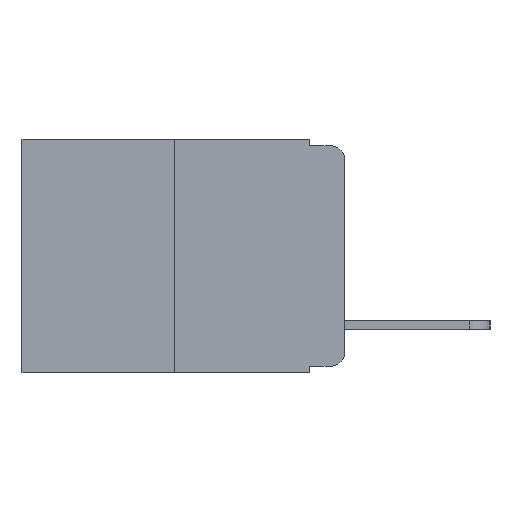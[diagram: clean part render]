
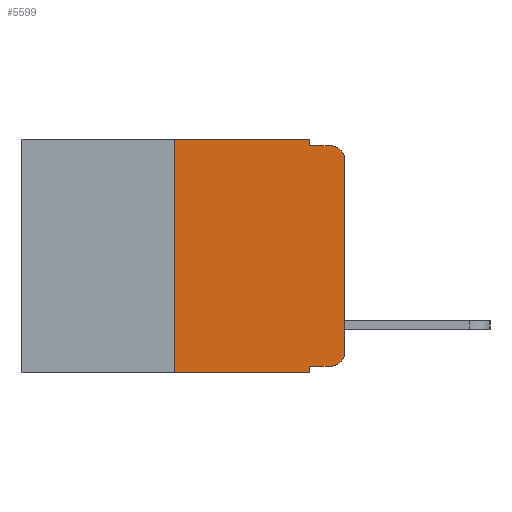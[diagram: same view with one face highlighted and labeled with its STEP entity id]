
A CAD part, left-side view. The second image highlights one B-rep face of the part: STEP entity #5599.
In plain terms, the highlighted planar face has unit normal (-1, 0, 0).
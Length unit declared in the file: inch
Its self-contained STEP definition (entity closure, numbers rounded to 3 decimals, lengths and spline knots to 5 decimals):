
#707 = AXIS2_PLACEMENT_3D ( 'NONE', #1438, #10078, #8391 ) ;
#811 = VECTOR ( 'NONE', #5108, 39.37008 ) ;
#1076 = CARTESIAN_POINT ( 'NONE',  ( 0., 0.02, -0.333 ) ) ;
#1202 = VECTOR ( 'NONE', #11594, 39.37008 ) ;
#1241 = CARTESIAN_POINT ( 'NONE',  ( 0., 0.02, -0.01 ) ) ;
#1438 = CARTESIAN_POINT ( 'NONE',  ( 0., 0.473, 0. ) ) ;
#1606 = LINE ( 'NONE', #11688, #12125 ) ;
#1755 = FACE_OUTER_BOUND ( 'NONE', #3069, .T. ) ;
#1980 = ORIENTED_EDGE ( 'NONE', *, *, #12972, .F. ) ;
#2333 = ORIENTED_EDGE ( 'NONE', *, *, #12781, .T. ) ;
#2345 = CIRCLE ( 'NONE', #3892, 0.02 ) ;
#2672 = VERTEX_POINT ( 'NONE', #6375 ) ;
#3069 = EDGE_LOOP ( 'NONE', ( #9977, #12403, #1980, #7836, #10316, #12665, #2333, #8136, #10635, #10928 ) ) ;
#3238 = VERTEX_POINT ( 'NONE', #6915 ) ;
#3450 = AXIS2_PLACEMENT_3D ( 'NONE', #11392, #11391, #11370 ) ;
#3548 = LINE ( 'NONE', #4044, #811 ) ;
#3887 = VERTEX_POINT ( 'NONE', #7592 ) ;
#3892 = AXIS2_PLACEMENT_3D ( 'NONE', #12130, #12114, #12107 ) ;
#4044 = CARTESIAN_POINT ( 'NONE',  ( 0., 0.473, -0.343 ) ) ;
#4317 = CIRCLE ( 'NONE', #3450, 0.02 ) ;
#4710 = LINE ( 'NONE', #11784, #9985 ) ;
#4879 = DIRECTION ( 'NONE',  ( 0., -1., 0. ) ) ;
#4918 = CARTESIAN_POINT ( 'NONE',  ( 0., 0.473, 0. ) ) ;
#4933 = LINE ( 'NONE', #4918, #12303 ) ;
#5070 = VECTOR ( 'NONE', #12342, 39.37008 ) ;
#5108 = DIRECTION ( 'NONE',  ( 0., -1., 0. ) ) ;
#5599 = ADVANCED_FACE ( 'NONE', ( #1755 ), #6121, .F. ) ;
#5733 = LINE ( 'NONE', #12132, #12409 ) ;
#6121 = PLANE ( 'NONE',  #707 ) ;
#6305 = CARTESIAN_POINT ( 'NONE',  ( 0., 0.25, 0. ) ) ;
#6375 = CARTESIAN_POINT ( 'NONE',  ( 0., 0., -0.03 ) ) ;
#6906 = VERTEX_POINT ( 'NONE', #13191 ) ;
#6915 = CARTESIAN_POINT ( 'NONE',  ( 0., 0., -0.313 ) ) ;
#7341 = VERTEX_POINT ( 'NONE', #1241 ) ;
#7478 = CARTESIAN_POINT ( 'NONE',  ( 0., 0.051, -0.333 ) ) ;
#7592 = CARTESIAN_POINT ( 'NONE',  ( 0., 0.051, -0.343 ) ) ;
#7836 = ORIENTED_EDGE ( 'NONE', *, *, #12974, .F. ) ;
#8021 = VERTEX_POINT ( 'NONE', #7478 ) ;
#8136 = ORIENTED_EDGE ( 'NONE', *, *, #12988, .F. ) ;
#8142 = LINE ( 'NONE', #12355, #12670 ) ;
#8391 = DIRECTION ( 'NONE',  ( 0., 0., -1. ) ) ;
#8553 = VERTEX_POINT ( 'NONE', #6305 ) ;
#9192 = VERTEX_POINT ( 'NONE', #1076 ) ;
#9686 = VERTEX_POINT ( 'NONE', #9869 ) ;
#9694 = LINE ( 'NONE', #11745, #1202 ) ;
#9869 = CARTESIAN_POINT ( 'NONE',  ( 0., 0.051, -0.01 ) ) ;
#9977 = ORIENTED_EDGE ( 'NONE', *, *, #12961, .T. ) ;
#9985 = VECTOR ( 'NONE', #11750, 39.37008 ) ;
#10078 = DIRECTION ( 'NONE',  ( 1., 0., 0. ) ) ;
#10316 = ORIENTED_EDGE ( 'NONE', *, *, #12207, .F. ) ;
#10326 = LINE ( 'NONE', #12332, #5070 ) ;
#10635 = ORIENTED_EDGE ( 'NONE', *, *, #12991, .T. ) ;
#10928 = ORIENTED_EDGE ( 'NONE', *, *, #12992, .T. ) ;
#11370 = DIRECTION ( 'NONE',  ( 0., 0., -1. ) ) ;
#11391 = DIRECTION ( 'NONE',  ( -1., 0., 0. ) ) ;
#11392 = CARTESIAN_POINT ( 'NONE',  ( 0., 0.02, -0.313 ) ) ;
#11594 = DIRECTION ( 'NONE',  ( 0., -1., 0. ) ) ;
#11675 = DIRECTION ( 'NONE',  ( 0., 0., -1. ) ) ;
#11688 = CARTESIAN_POINT ( 'NONE',  ( 0., 0.051, 0. ) ) ;
#11733 = VERTEX_POINT ( 'NONE', #13136 ) ;
#11745 = CARTESIAN_POINT ( 'NONE',  ( 0., 0.051, -0.333 ) ) ;
#11750 = DIRECTION ( 'NONE',  ( 0., 0., 1. ) ) ;
#11784 = CARTESIAN_POINT ( 'NONE',  ( 0., 0.25, 0. ) ) ;
#12019 = DIRECTION ( 'NONE',  ( 0., 0., -1. ) ) ;
#12107 = DIRECTION ( 'NONE',  ( 0., 0., -1. ) ) ;
#12114 = DIRECTION ( 'NONE',  ( -1., 0., 0. ) ) ;
#12125 = VECTOR ( 'NONE', #11675, 39.37008 ) ;
#12130 = CARTESIAN_POINT ( 'NONE',  ( 0., 0.02, -0.03 ) ) ;
#12132 = CARTESIAN_POINT ( 'NONE',  ( 0., 0.051, 0. ) ) ;
#12195 = DIRECTION ( 'NONE',  ( 0., 0., 1. ) ) ;
#12207 = EDGE_CURVE ( 'NONE', #8553, #11733, #4933, .T. ) ;
#12303 = VECTOR ( 'NONE', #4879, 39.37008 ) ;
#12332 = CARTESIAN_POINT ( 'NONE',  ( 0., 0.051, -0.01 ) ) ;
#12342 = DIRECTION ( 'NONE',  ( 0., -1., 0. ) ) ;
#12355 = CARTESIAN_POINT ( 'NONE',  ( 0., 0., 0. ) ) ;
#12403 = ORIENTED_EDGE ( 'NONE', *, *, #12964, .T. ) ;
#12409 = VECTOR ( 'NONE', #12019, 39.37008 ) ;
#12665 = ORIENTED_EDGE ( 'NONE', *, *, #12976, .F. ) ;
#12670 = VECTOR ( 'NONE', #12195, 39.37008 ) ;
#12781 = EDGE_CURVE ( 'NONE', #6906, #3887, #3548, .T. ) ;
#12961 = EDGE_CURVE ( 'NONE', #3238, #2672, #8142, .T. ) ;
#12964 = EDGE_CURVE ( 'NONE', #2672, #7341, #2345, .T. ) ;
#12972 = EDGE_CURVE ( 'NONE', #9686, #7341, #10326, .T. ) ;
#12974 = EDGE_CURVE ( 'NONE', #11733, #9686, #5733, .T. ) ;
#12976 = EDGE_CURVE ( 'NONE', #6906, #8553, #4710, .T. ) ;
#12988 = EDGE_CURVE ( 'NONE', #8021, #3887, #1606, .T. ) ;
#12991 = EDGE_CURVE ( 'NONE', #8021, #9192, #9694, .T. ) ;
#12992 = EDGE_CURVE ( 'NONE', #9192, #3238, #4317, .T. ) ;
#13136 = CARTESIAN_POINT ( 'NONE',  ( 0., 0.051, 0. ) ) ;
#13191 = CARTESIAN_POINT ( 'NONE',  ( 0., 0.25, -0.343 ) ) ;
